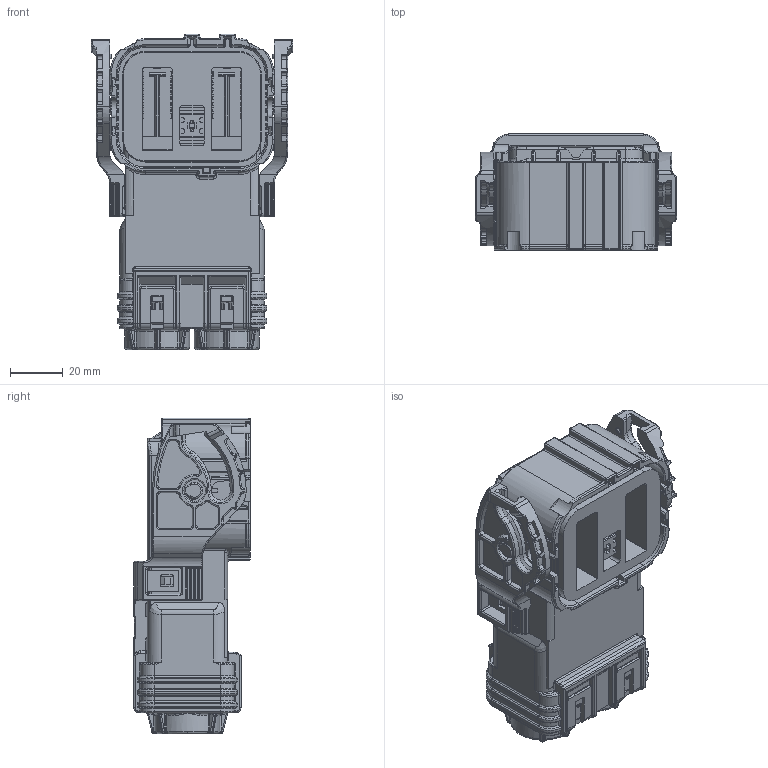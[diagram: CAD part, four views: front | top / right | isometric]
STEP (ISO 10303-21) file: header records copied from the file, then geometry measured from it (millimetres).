
FILE_DESCRIPTION (( 'STEP AP203' ), '1' );
FILE_NAME ('YGEV5-90°插头数模.STEP', '2025-02-13T01:36:02', ( 'China' ), ( 'Microsoft' ), 'SwSTEP 2.0', 'SolidWorks 2023', '' );
FILE_SCHEMA (( 'CONFIG_CONTROL_DESIGN' ));
Products named in the file (1): YGEV5-90°插头数模
Bounding box: 76.7 x 44.3 x 120 mm (x, y, z)
Volume: 214536.9 mm3; surface area: 61004.3 mm2
Topology: 1 solids, 43 shells, 4562 faces, 11674 edges, 7127 vertices
Faces by surface type: plane 2351, cylinder 1297, torus 450, bspline 323, cone 71, sphere 70
Entity records: 146059 total; most frequent: CARTESIAN_POINT 37794, ORIENTED_EDGE 23126, DIRECTION 21998, EDGE_CURVE 11563, VECTOR 7382, LINE 7382, AXIS2_PLACEMENT_3D 7308, VERTEX_POINT 7127
